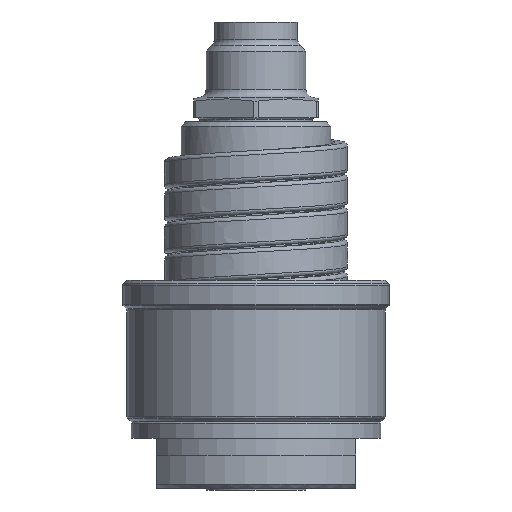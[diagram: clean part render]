
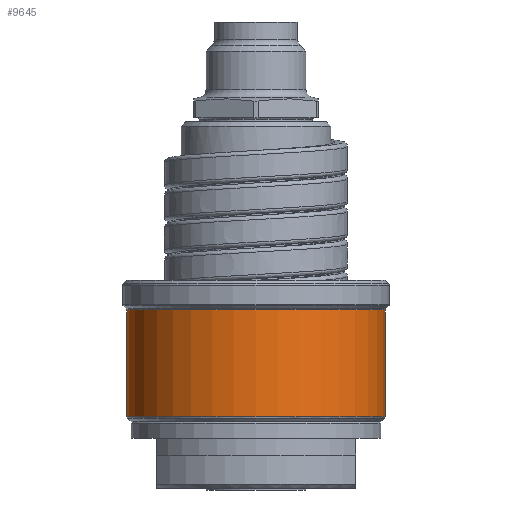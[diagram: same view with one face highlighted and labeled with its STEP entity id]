
A CAD part, front view. The second image highlights one B-rep face of the part: STEP entity #9645.
In plain terms, the highlighted cylindrical face has radius 15.5 mm (diameter 31 mm), a partial arc.
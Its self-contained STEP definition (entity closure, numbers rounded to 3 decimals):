
#2433=CARTESIAN_POINT('',(0.,0.,8.583));
#2434=DIRECTION('',(0.,0.,1.));
#2435=DIRECTION('',(-1.,0.,0.));
#2436=AXIS2_PLACEMENT_3D('',#2433,#2434,#2435);
#2438=DIRECTION('',(0.,0.,-1.));
#2439=VECTOR('',#2438,12.835);
#2440=CARTESIAN_POINT('',(-15.5,0.,21.417));
#2441=LINE('',#2440,#2439);
#2442=CARTESIAN_POINT('',(0.,0.,21.417));
#2443=DIRECTION('',(0.,0.,1.));
#2444=DIRECTION('',(-1.,0.,0.));
#2445=AXIS2_PLACEMENT_3D('',#2442,#2443,#2444);
#2447=DIRECTION('',(0.,0.,-1.));
#2448=VECTOR('',#2447,12.835);
#2449=CARTESIAN_POINT('',(15.5,0.,21.417));
#2450=LINE('',#2449,#2448);
#5832=CARTESIAN_POINT('',(15.5,0.,21.417));
#5833=CARTESIAN_POINT('',(-15.5,0.,21.417));
#5834=VERTEX_POINT('',#5832);
#5835=VERTEX_POINT('',#5833);
#5858=CARTESIAN_POINT('',(15.5,0.,8.583));
#5859=VERTEX_POINT('',#5858);
#5860=CARTESIAN_POINT('',(-15.5,0.,8.583));
#5861=VERTEX_POINT('',#5860);
#9633=CARTESIAN_POINT('',(0.,0.,7.15));
#9634=DIRECTION('',(0.,0.,1.));
#9635=DIRECTION('',(-1.,0.,0.));
#9636=AXIS2_PLACEMENT_3D('',#9633,#9634,#9635);
#9637=CYLINDRICAL_SURFACE('',#9636,15.5);
#9638=ORIENTED_EDGE('',*,*,#9605,.F.);
#9639=ORIENTED_EDGE('',*,*,#9623,.F.);
#9641=ORIENTED_EDGE('',*,*,#9640,.T.);
#9642=ORIENTED_EDGE('',*,*,#9619,.T.);
#9643=EDGE_LOOP('',(#9638,#9639,#9641,#9642));
#9644=FACE_OUTER_BOUND('',#9643,.F.);
#2437=CIRCLE('',#2436,15.5);
#2446=CIRCLE('',#2445,15.5);
#9605=EDGE_CURVE('',#5861,#5859,#2437,.T.);
#9619=EDGE_CURVE('',#5834,#5859,#2450,.T.);
#9623=EDGE_CURVE('',#5835,#5861,#2441,.T.);
#9640=EDGE_CURVE('',#5835,#5834,#2446,.T.);
#9645=ADVANCED_FACE('',(#9644),#9637,.T.);
